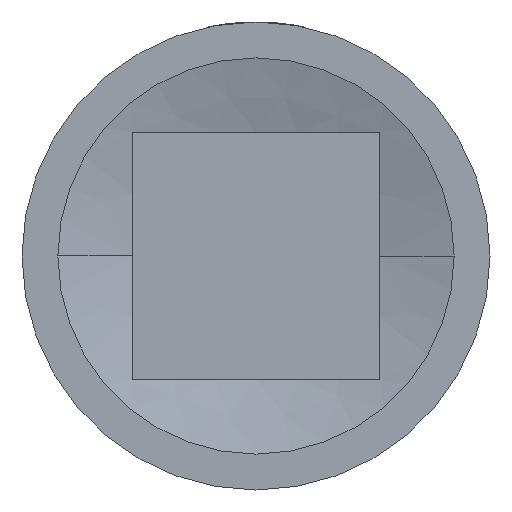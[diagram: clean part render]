
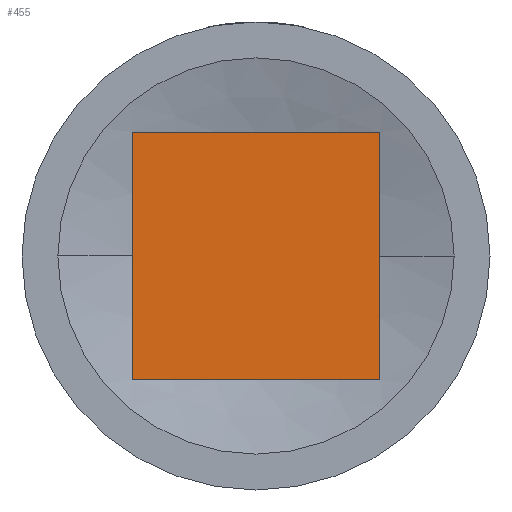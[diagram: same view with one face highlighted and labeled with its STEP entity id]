
A CAD part, front view. The second image highlights one B-rep face of the part: STEP entity #455.
In plain terms, the highlighted planar face has unit normal (0, -1, 0).
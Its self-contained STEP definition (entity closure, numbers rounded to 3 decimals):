
#26 = CARTESIAN_POINT ( 'NONE',  ( 6.35, 18., 6.35 ) ) ;
#54 = ORIENTED_EDGE ( 'NONE', *, *, #1030, .T. ) ;
#256 = CARTESIAN_POINT ( 'NONE',  ( 6.35, 18., -6.35 ) ) ;
#412 = AXIS2_PLACEMENT_3D ( 'NONE', #1307, #892, #782 ) ;
#418 = EDGE_CURVE ( 'NONE', #501, #930, #741, .T. ) ;
#437 = VECTOR ( 'NONE', #1149, 1000. ) ;
#455 = ADVANCED_FACE ( 'NONE', ( #615 ), #1443, .T. ) ;
#501 = VERTEX_POINT ( 'NONE', #1420 ) ;
#548 = VERTEX_POINT ( 'NONE', #644 ) ;
#569 = DIRECTION ( 'NONE',  ( -1., 0., 0. ) ) ;
#608 = ORIENTED_EDGE ( 'NONE', *, *, #418, .T. ) ;
#613 = CARTESIAN_POINT ( 'NONE',  ( -6.35, 18., -6.35 ) ) ;
#615 = FACE_OUTER_BOUND ( 'NONE', #964, .T. ) ;
#644 = CARTESIAN_POINT ( 'NONE',  ( -6.35, 18., -6.35 ) ) ;
#652 = EDGE_CURVE ( 'NONE', #1244, #501, #936, .T. ) ;
#663 = DIRECTION ( 'NONE',  ( 0., 0., 1. ) ) ;
#741 = LINE ( 'NONE', #26, #793 ) ;
#745 = LINE ( 'NONE', #613, #437 ) ;
#756 = EDGE_CURVE ( 'NONE', #930, #548, #992, .T. ) ;
#782 = DIRECTION ( 'NONE',  ( 0., 0., -1. ) ) ;
#793 = VECTOR ( 'NONE', #569, 1000. ) ;
#892 = DIRECTION ( 'NONE',  ( 0., -1., 0. ) ) ;
#930 = VERTEX_POINT ( 'NONE', #1306 ) ;
#936 = LINE ( 'NONE', #256, #1505 ) ;
#954 = ORIENTED_EDGE ( 'NONE', *, *, #652, .T. ) ;
#964 = EDGE_LOOP ( 'NONE', ( #54, #954, #608, #1139 ) ) ;
#981 = VECTOR ( 'NONE', #986, 1000. ) ;
#986 = DIRECTION ( 'NONE',  ( 0., 0., -1. ) ) ;
#992 = LINE ( 'NONE', #1375, #981 ) ;
#1030 = EDGE_CURVE ( 'NONE', #548, #1244, #745, .T. ) ;
#1139 = ORIENTED_EDGE ( 'NONE', *, *, #756, .T. ) ;
#1149 = DIRECTION ( 'NONE',  ( 1., 0., 0. ) ) ;
#1244 = VERTEX_POINT ( 'NONE', #1253 ) ;
#1253 = CARTESIAN_POINT ( 'NONE',  ( 6.35, 18., -6.35 ) ) ;
#1306 = CARTESIAN_POINT ( 'NONE',  ( -6.35, 18., 6.35 ) ) ;
#1307 = CARTESIAN_POINT ( 'NONE',  ( 0., 18., 0. ) ) ;
#1375 = CARTESIAN_POINT ( 'NONE',  ( -6.35, 18., 6.35 ) ) ;
#1420 = CARTESIAN_POINT ( 'NONE',  ( 6.35, 18., 6.35 ) ) ;
#1443 = PLANE ( 'NONE',  #412 ) ;
#1505 = VECTOR ( 'NONE', #663, 1000. ) ;
